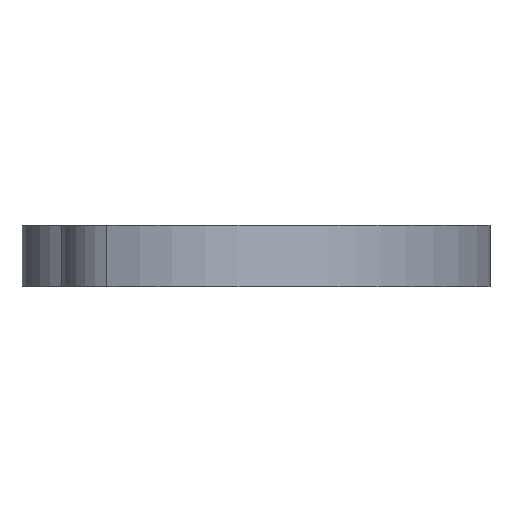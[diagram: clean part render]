
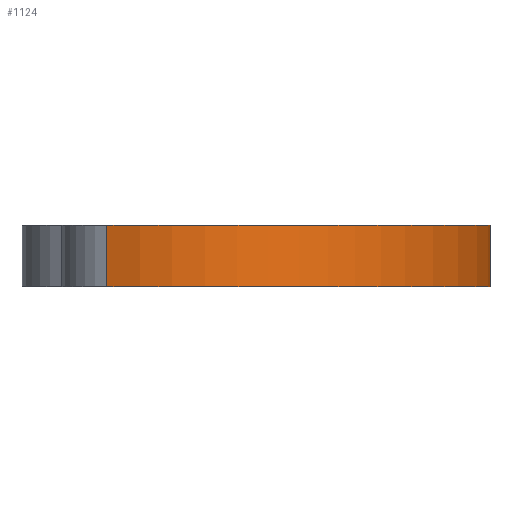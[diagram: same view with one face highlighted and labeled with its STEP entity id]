
A CAD part, left-side view. The second image highlights one B-rep face of the part: STEP entity #1124.
In plain terms, the highlighted free-form (B-spline) face has degree [3, 1] with [4, 2] control points.
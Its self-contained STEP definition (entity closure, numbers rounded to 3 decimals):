
#42 = PLANE('',#43);
#43 = AXIS2_PLACEMENT_3D('',#44,#45,#46);
#44 = CARTESIAN_POINT('',(-148.421,-2.969,0.));
#45 = DIRECTION('',(0.,0.,1.));
#46 = DIRECTION('',(1.,0.,0.));
#90 = PLANE('',#91);
#91 = AXIS2_PLACEMENT_3D('',#92,#93,#94);
#92 = CARTESIAN_POINT('',(-148.421,-2.969,4.));
#93 = DIRECTION('',(0.,0.,1.));
#94 = DIRECTION('',(1.,0.,0.));
#411 = B_SPLINE_SURFACE_WITH_KNOTS('',2,1,(
    (#412,#413)
    ,(#414,#415)
    ,(#416,#417
    )),.UNSPECIFIED.,.F.,.F.,.F.,(3,3),(2,2),(1.,2.),(0.,0.4),
  .PIECEWISE_BEZIER_KNOTS.);
#412 = CARTESIAN_POINT('',(-126.939,-8.444,0.));
#413 = CARTESIAN_POINT('',(-126.939,-8.444,4.));
#414 = CARTESIAN_POINT('',(-123.781,0.468,0.));
#415 = CARTESIAN_POINT('',(-123.781,0.468,4.));
#416 = CARTESIAN_POINT('',(-122.823,-5.891,0.));
#417 = CARTESIAN_POINT('',(-122.823,-5.891,4.));
#438 = VERTEX_POINT('',#439);
#439 = CARTESIAN_POINT('',(-126.939,-8.444,0.));
#459 = EDGE_CURVE('',#460,#438,#462,.T.);
#460 = VERTEX_POINT('',#461);
#461 = CARTESIAN_POINT('',(-183.409,6.138,0.));
#462 = SURFACE_CURVE('',#463,(#468,#476),.PCURVE_S1.);
#463 = B_SPLINE_CURVE_WITH_KNOTS('',3,(#464,#465,#466,#467),
  .UNSPECIFIED.,.F.,.F.,(4,4),(1.085,2.),
  .PIECEWISE_BEZIER_KNOTS.);
#464 = CARTESIAN_POINT('',(-183.409,6.138,0.));
#465 = CARTESIAN_POINT('',(-190.915,-11.678,0.));
#466 = CARTESIAN_POINT('',(-158.61,-31.749,0.));
#467 = CARTESIAN_POINT('',(-126.939,-8.444,0.));
#468 = PCURVE('',#42,#469);
#469 = DEFINITIONAL_REPRESENTATION('',(#470),#475);
#470 = B_SPLINE_CURVE_WITH_KNOTS('',3,(#471,#472,#473,#474),
  .UNSPECIFIED.,.F.,.F.,(4,4),(1.085,2.),
  .PIECEWISE_BEZIER_KNOTS.);
#471 = CARTESIAN_POINT('',(-34.988,9.107));
#472 = CARTESIAN_POINT('',(-42.494,-8.708));
#473 = CARTESIAN_POINT('',(-10.189,-28.78));
#474 = CARTESIAN_POINT('',(21.482,-5.475));
#475 = ( GEOMETRIC_REPRESENTATION_CONTEXT(2) 
PARAMETRIC_REPRESENTATION_CONTEXT() REPRESENTATION_CONTEXT('2D SPACE',''
  ) );
#476 = PCURVE('',#477,#486);
#477 = B_SPLINE_SURFACE_WITH_KNOTS('',3,1,(
    (#478,#479)
    ,(#480,#481)
    ,(#482,#483)
    ,(#484,#485
    )),.UNSPECIFIED.,.F.,.F.,.F.,(4,4),(2,2),(1.085,2.),(
    0.,0.4),.PIECEWISE_BEZIER_KNOTS.);
#478 = CARTESIAN_POINT('',(-183.409,6.138,0.));
#479 = CARTESIAN_POINT('',(-183.409,6.138,4.));
#480 = CARTESIAN_POINT('',(-190.915,-11.678,0.));
#481 = CARTESIAN_POINT('',(-190.915,-11.678,4.));
#482 = CARTESIAN_POINT('',(-158.61,-31.749,0.));
#483 = CARTESIAN_POINT('',(-158.61,-31.749,4.));
#484 = CARTESIAN_POINT('',(-126.939,-8.444,0.));
#485 = CARTESIAN_POINT('',(-126.939,-8.444,4.));
#486 = DEFINITIONAL_REPRESENTATION('',(#487),#491);
#487 = LINE('',#488,#489);
#488 = CARTESIAN_POINT('',(0.,0.));
#489 = VECTOR('',#490,1.);
#490 = DIRECTION('',(1.,0.));
#491 = ( GEOMETRIC_REPRESENTATION_CONTEXT(2) 
PARAMETRIC_REPRESENTATION_CONTEXT() REPRESENTATION_CONTEXT('2D SPACE',''
  ) );
#510 = CYLINDRICAL_SURFACE('',#511,4.875);
#511 = AXIS2_PLACEMENT_3D('',#512,#513,#514);
#512 = CARTESIAN_POINT('',(-178.916,4.245,0.));
#513 = DIRECTION('',(0.,0.,1.));
#514 = DIRECTION('',(0.991,0.13,0.));
#789 = VERTEX_POINT('',#790);
#790 = CARTESIAN_POINT('',(-126.939,-8.444,4.));
#810 = EDGE_CURVE('',#438,#789,#811,.T.);
#811 = SURFACE_CURVE('',#812,(#816,#822),.PCURVE_S1.);
#812 = LINE('',#813,#814);
#813 = CARTESIAN_POINT('',(-126.939,-8.444,0.));
#814 = VECTOR('',#815,1.);
#815 = DIRECTION('',(0.,0.,1.));
#816 = PCURVE('',#411,#817);
#817 = DEFINITIONAL_REPRESENTATION('',(#818),#821);
#818 = B_SPLINE_CURVE_WITH_KNOTS('',1,(#819,#820),.UNSPECIFIED.,.F.,.F.,
  (2,2),(0.,4.),.PIECEWISE_BEZIER_KNOTS.);
#819 = CARTESIAN_POINT('',(1.,0.));
#820 = CARTESIAN_POINT('',(1.,0.4));
#821 = ( GEOMETRIC_REPRESENTATION_CONTEXT(2) 
PARAMETRIC_REPRESENTATION_CONTEXT() REPRESENTATION_CONTEXT('2D SPACE',''
  ) );
#822 = PCURVE('',#477,#823);
#823 = DEFINITIONAL_REPRESENTATION('',(#824),#827);
#824 = B_SPLINE_CURVE_WITH_KNOTS('',1,(#825,#826),.UNSPECIFIED.,.F.,.F.,
  (2,2),(0.,4.),.PIECEWISE_BEZIER_KNOTS.);
#825 = CARTESIAN_POINT('',(2.,0.));
#826 = CARTESIAN_POINT('',(2.,0.4));
#827 = ( GEOMETRIC_REPRESENTATION_CONTEXT(2) 
PARAMETRIC_REPRESENTATION_CONTEXT() REPRESENTATION_CONTEXT('2D SPACE',''
  ) );
#1124 = ADVANCED_FACE('',(#1125),#477,.T.);
#1125 = FACE_BOUND('',#1126,.T.);
#1126 = EDGE_LOOP('',(#1127,#1128,#1129,#1154));
#1127 = ORIENTED_EDGE('',*,*,#459,.T.);
#1128 = ORIENTED_EDGE('',*,*,#810,.T.);
#1129 = ORIENTED_EDGE('',*,*,#1130,.F.);
#1130 = EDGE_CURVE('',#1131,#789,#1133,.T.);
#1131 = VERTEX_POINT('',#1132);
#1132 = CARTESIAN_POINT('',(-183.409,6.138,4.));
#1133 = SURFACE_CURVE('',#1134,(#1139,#1146),.PCURVE_S1.);
#1134 = B_SPLINE_CURVE_WITH_KNOTS('',3,(#1135,#1136,#1137,#1138),
  .UNSPECIFIED.,.F.,.F.,(4,4),(1.085,2.),
  .PIECEWISE_BEZIER_KNOTS.);
#1135 = CARTESIAN_POINT('',(-183.409,6.138,4.));
#1136 = CARTESIAN_POINT('',(-190.915,-11.678,4.));
#1137 = CARTESIAN_POINT('',(-158.61,-31.749,4.));
#1138 = CARTESIAN_POINT('',(-126.939,-8.444,4.));
#1139 = PCURVE('',#477,#1140);
#1140 = DEFINITIONAL_REPRESENTATION('',(#1141),#1145);
#1141 = LINE('',#1142,#1143);
#1142 = CARTESIAN_POINT('',(0.,0.4));
#1143 = VECTOR('',#1144,1.);
#1144 = DIRECTION('',(1.,0.));
#1145 = ( GEOMETRIC_REPRESENTATION_CONTEXT(2) 
PARAMETRIC_REPRESENTATION_CONTEXT() REPRESENTATION_CONTEXT('2D SPACE',''
  ) );
#1146 = PCURVE('',#90,#1147);
#1147 = DEFINITIONAL_REPRESENTATION('',(#1148),#1153);
#1148 = B_SPLINE_CURVE_WITH_KNOTS('',3,(#1149,#1150,#1151,#1152),
  .UNSPECIFIED.,.F.,.F.,(4,4),(1.085,2.),
  .PIECEWISE_BEZIER_KNOTS.);
#1149 = CARTESIAN_POINT('',(-34.988,9.107));
#1150 = CARTESIAN_POINT('',(-42.494,-8.708));
#1151 = CARTESIAN_POINT('',(-10.189,-28.78));
#1152 = CARTESIAN_POINT('',(21.482,-5.475));
#1153 = ( GEOMETRIC_REPRESENTATION_CONTEXT(2) 
PARAMETRIC_REPRESENTATION_CONTEXT() REPRESENTATION_CONTEXT('2D SPACE',''
  ) );
#1154 = ORIENTED_EDGE('',*,*,#1155,.F.);
#1155 = EDGE_CURVE('',#460,#1131,#1156,.T.);
#1156 = SURFACE_CURVE('',#1157,(#1161,#1167),.PCURVE_S1.);
#1157 = LINE('',#1158,#1159);
#1158 = CARTESIAN_POINT('',(-183.409,6.138,0.));
#1159 = VECTOR('',#1160,1.);
#1160 = DIRECTION('',(0.,0.,1.));
#1161 = PCURVE('',#477,#1162);
#1162 = DEFINITIONAL_REPRESENTATION('',(#1163),#1166);
#1163 = B_SPLINE_CURVE_WITH_KNOTS('',1,(#1164,#1165),.UNSPECIFIED.,.F.,
  .F.,(2,2),(0.,4.),.PIECEWISE_BEZIER_KNOTS.);
#1164 = CARTESIAN_POINT('',(1.085,0.));
#1165 = CARTESIAN_POINT('',(1.085,0.4));
#1166 = ( GEOMETRIC_REPRESENTATION_CONTEXT(2) 
PARAMETRIC_REPRESENTATION_CONTEXT() REPRESENTATION_CONTEXT('2D SPACE',''
  ) );
#1167 = PCURVE('',#510,#1168);
#1168 = DEFINITIONAL_REPRESENTATION('',(#1169),#1172);
#1169 = B_SPLINE_CURVE_WITH_KNOTS('',1,(#1170,#1171),.UNSPECIFIED.,.F.,
  .F.,(2,2),(0.,4.),.PIECEWISE_BEZIER_KNOTS.);
#1170 = CARTESIAN_POINT('',(2.612,0.));
#1171 = CARTESIAN_POINT('',(2.612,4.));
#1172 = ( GEOMETRIC_REPRESENTATION_CONTEXT(2) 
PARAMETRIC_REPRESENTATION_CONTEXT() REPRESENTATION_CONTEXT('2D SPACE',''
  ) );
